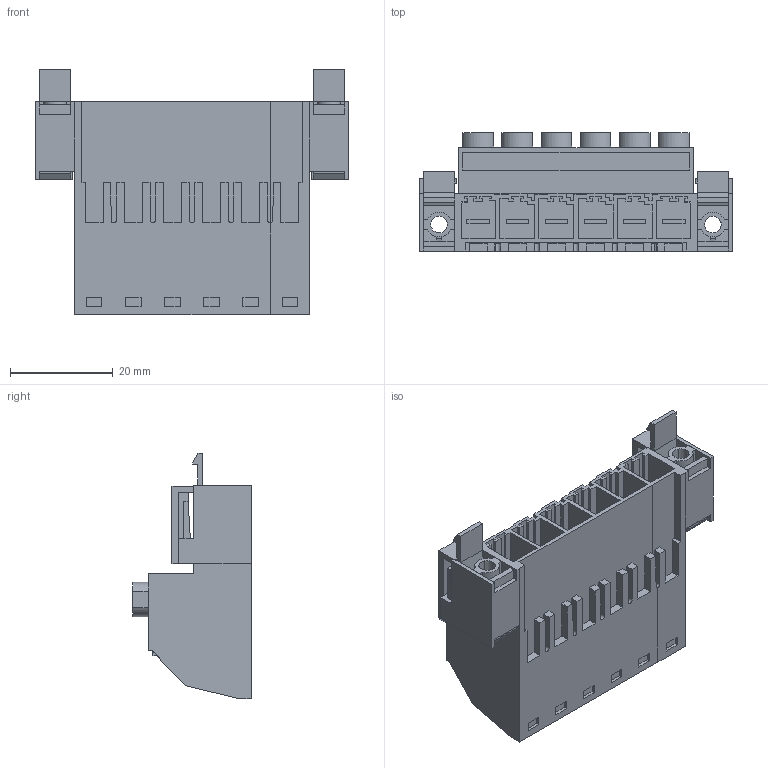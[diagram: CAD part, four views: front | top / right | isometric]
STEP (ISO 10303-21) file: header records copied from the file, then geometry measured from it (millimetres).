
FILE_DESCRIPTION(('CATIA V5 STEP Exchange','CAx-IF Rec.Pracs.--- Model Styling and Organization---1.4--- 2014-01-23'),'2;1');
FILE_NAME ('D1460201_1_1950920000_1950920000.stp','2023-02-01T13:11:40+00:00',('none'),('Weidmueller'),'CATIA Version 5-6 Release 2016 SP3 HF44','CATIA V5 STEP AP214','none');
FILE_SCHEMA(('AUTOMOTIVE_DESIGN { 1 0 10303 214 1 1 1 1 }'));
Length unit declared in the file: millimetre
Products named in the file (1): 1950920000
Bounding box: 60.96 x 23.1 x 47.75 mm (x, y, z)
Volume: 21201.6 mm3; surface area: 18301.1 mm2
Topology: 17 solids, 17 shells, 673 faces, 1843 edges, 1231 vertices
Faces by surface type: plane 621, cylinder 52
Entity records: 20282 total; most frequent: ORIENTED_EDGE 3686, CARTESIAN_POINT 3595, DIRECTION 2682, EDGE_CURVE 1843, VECTOR 1694, LINE 1694, VERTEX_POINT 1231, EDGE_LOOP 708
